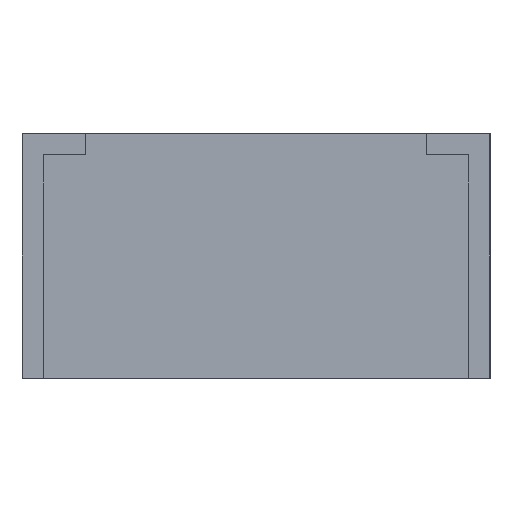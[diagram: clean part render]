
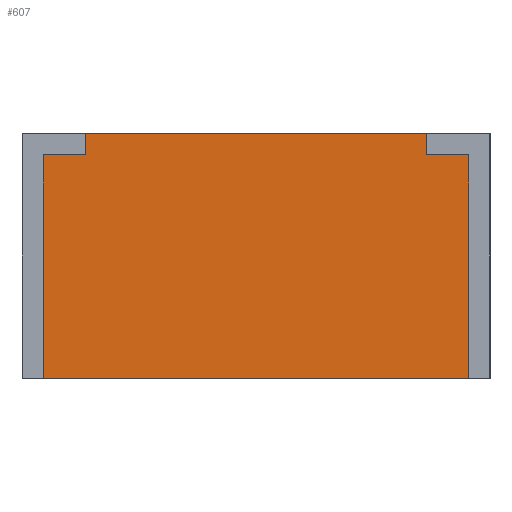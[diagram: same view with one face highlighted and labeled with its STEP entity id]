
A CAD part, left-side view. The second image highlights one B-rep face of the part: STEP entity #607.
In plain terms, the highlighted planar face has unit normal (-1, 0, 0).
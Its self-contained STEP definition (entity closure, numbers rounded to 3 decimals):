
#31=PLANE('',#659);
#61=FACE_OUTER_BOUND('',#94,.T.);
#94=EDGE_LOOP('',(#476,#477,#478,#479,#480,#481,#482,#483));
#144=LINE('',#906,#221);
#147=LINE('',#912,#224);
#148=LINE('',#915,#225);
#149=LINE('',#917,#226);
#150=LINE('',#919,#227);
#151=LINE('',#921,#228);
#152=LINE('',#923,#229);
#153=LINE('',#924,#230);
#221=VECTOR('',#744,10.);
#224=VECTOR('',#749,10.);
#225=VECTOR('',#752,10.);
#226=VECTOR('',#753,10.);
#227=VECTOR('',#754,10.);
#228=VECTOR('',#755,10.);
#229=VECTOR('',#756,10.);
#230=VECTOR('',#757,10.);
#303=VERTEX_POINT('',#900);
#305=VERTEX_POINT('',#904);
#307=VERTEX_POINT('',#910);
#308=VERTEX_POINT('',#914);
#309=VERTEX_POINT('',#916);
#310=VERTEX_POINT('',#918);
#311=VERTEX_POINT('',#920);
#312=VERTEX_POINT('',#922);
#371=EDGE_CURVE('',#303,#305,#144,.T.);
#374=EDGE_CURVE('',#305,#307,#147,.T.);
#375=EDGE_CURVE('',#308,#307,#148,.T.);
#376=EDGE_CURVE('',#308,#309,#149,.T.);
#377=EDGE_CURVE('',#309,#310,#150,.T.);
#378=EDGE_CURVE('',#310,#311,#151,.T.);
#379=EDGE_CURVE('',#311,#312,#152,.T.);
#380=EDGE_CURVE('',#303,#312,#153,.T.);
#476=ORIENTED_EDGE('',*,*,#371,.T.);
#477=ORIENTED_EDGE('',*,*,#374,.T.);
#478=ORIENTED_EDGE('',*,*,#375,.F.);
#479=ORIENTED_EDGE('',*,*,#376,.T.);
#480=ORIENTED_EDGE('',*,*,#377,.T.);
#481=ORIENTED_EDGE('',*,*,#378,.T.);
#482=ORIENTED_EDGE('',*,*,#379,.T.);
#483=ORIENTED_EDGE('',*,*,#380,.F.);
#607=ADVANCED_FACE('',(#61),#31,.T.);
#659=AXIS2_PLACEMENT_3D('',#913,#750,#751);
#744=DIRECTION('',(0.,0.,-1.));
#749=DIRECTION('',(0.,1.,0.));
#750=DIRECTION('center_axis',(-1.,0.,0.));
#751=DIRECTION('ref_axis',(0.,-1.,0.));
#752=DIRECTION('',(0.,0.,1.));
#753=DIRECTION('',(0.,-1.,0.));
#754=DIRECTION('',(0.,0.,1.));
#755=DIRECTION('',(0.,1.,0.));
#756=DIRECTION('',(0.,0.,1.));
#757=DIRECTION('',(0.,-1.,0.));
#900=CARTESIAN_POINT('',(-84.,32.,46.));
#904=CARTESIAN_POINT('',(-84.,32.,42.));
#906=CARTESIAN_POINT('',(-84.,32.,23.));
#910=CARTESIAN_POINT('',(-84.,40.,42.));
#912=CARTESIAN_POINT('',(-84.,38.,42.));
#913=CARTESIAN_POINT('Origin',(-84.,40.,0.));
#914=CARTESIAN_POINT('',(-84.,40.,0.));
#915=CARTESIAN_POINT('',(-84.,40.,0.));
#916=CARTESIAN_POINT('',(-84.,-40.,0.));
#917=CARTESIAN_POINT('',(-84.,44.,0.));
#918=CARTESIAN_POINT('',(-84.,-40.,42.));
#919=CARTESIAN_POINT('',(-84.,-40.,0.));
#920=CARTESIAN_POINT('',(-84.,-32.,42.));
#921=CARTESIAN_POINT('',(-84.,2.,42.));
#922=CARTESIAN_POINT('',(-84.,-32.,46.));
#923=CARTESIAN_POINT('',(-84.,-32.,23.));
#924=CARTESIAN_POINT('',(-84.,44.,46.));
